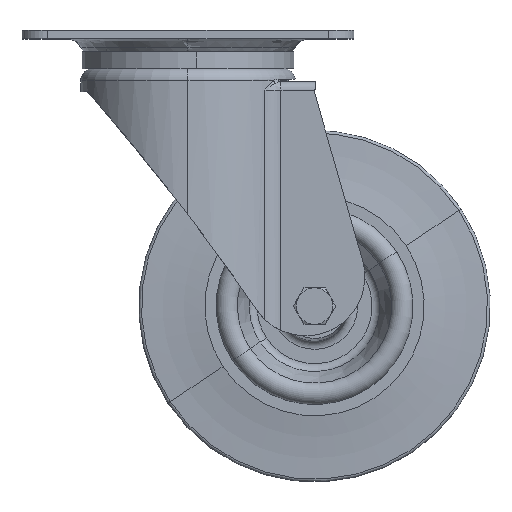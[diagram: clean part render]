
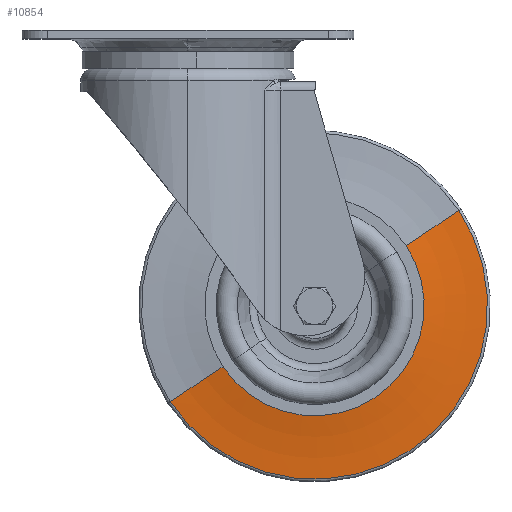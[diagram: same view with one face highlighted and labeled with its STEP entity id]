
A CAD part, top view. The second image highlights one B-rep face of the part: STEP entity #10854.
In plain terms, the highlighted toroidal (fillet/blend) face has major radius 66.569 mm and minor radius 150 mm.
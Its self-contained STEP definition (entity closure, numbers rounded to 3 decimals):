
#617 = CARTESIAN_POINT ( 'NONE',  ( 105.125, -98., 12.529 ) ) ;
#733 = VERTEX_POINT ( 'NONE', #10599 ) ;
#1329 = CARTESIAN_POINT ( 'NONE',  ( 105.125, -98., 162.445 ) ) ;
#1649 = CARTESIAN_POINT ( 'NONE',  ( 49.605, -134.728, 162.445 ) ) ;
#1688 = DIRECTION ( 'NONE',  ( -0.834, -0.552, 0. ) ) ;
#2734 = DIRECTION ( 'NONE',  ( -0.834, -0.552, 0. ) ) ;
#3084 = FACE_OUTER_BOUND ( 'NONE', #7617, .T. ) ;
#3152 = CARTESIAN_POINT ( 'NONE',  ( 105.125, -98., 15. ) ) ;
#3837 = AXIS2_PLACEMENT_3D ( 'NONE', #617, #8181, #1688 ) ;
#4280 = DIRECTION ( 'NONE',  ( -0.834, -0.552, 0. ) ) ;
#4520 = AXIS2_PLACEMENT_3D ( 'NONE', #1329, #13293, #6897 ) ;
#5296 = AXIS2_PLACEMENT_3D ( 'NONE', #1649, #9201, #2734 ) ;
#5813 = DIRECTION ( 'NONE',  ( 0.552, -0.834, 0. ) ) ;
#5950 = CARTESIAN_POINT ( 'NONE',  ( 53.804, -131.95, 12.529 ) ) ;
#6064 = ORIENTED_EDGE ( 'NONE', *, *, #13340, .F. ) ;
#6162 = CIRCLE ( 'NONE', #3837, 61.534 ) ;
#6364 = EDGE_CURVE ( 'NONE', #12619, #13532, #12953, .T. ) ;
#6897 = DIRECTION ( 'NONE',  ( -0.834, -0.552, 0. ) ) ;
#7495 = TOROIDAL_SURFACE ( 'NONE', #4520, 66.569, 150. ) ;
#7617 = EDGE_LOOP ( 'NONE', ( #6064, #9273, #11296, #8747 ) ) ;
#7750 = EDGE_CURVE ( 'NONE', #9785, #733, #6162, .T. ) ;
#8125 = CIRCLE ( 'NONE', #13383, 150. ) ;
#8181 = DIRECTION ( 'NONE',  ( 0., 0., 1. ) ) ;
#8313 = CIRCLE ( 'NONE', #5296, 150. ) ;
#8747 = ORIENTED_EDGE ( 'NONE', *, *, #7750, .T. ) ;
#9201 = DIRECTION ( 'NONE',  ( -0.552, 0.834, 0. ) ) ;
#9273 = ORIENTED_EDGE ( 'NONE', *, *, #6364, .F. ) ;
#9785 = VERTEX_POINT ( 'NONE', #5950 ) ;
#10593 = CARTESIAN_POINT ( 'NONE',  ( 72.598, -119.518, 15. ) ) ;
#10599 = CARTESIAN_POINT ( 'NONE',  ( 156.445, -64.05, 12.529 ) ) ;
#10673 = DIRECTION ( 'NONE',  ( 0., 0., 1. ) ) ;
#10854 = ADVANCED_FACE ( 'NONE', ( #3084 ), #7495, .F. ) ;
#10875 = CARTESIAN_POINT ( 'NONE',  ( 137.651, -76.482, 15. ) ) ;
#11296 = ORIENTED_EDGE ( 'NONE', *, *, #12977, .T. ) ;
#11518 = AXIS2_PLACEMENT_3D ( 'NONE', #3152, #10673, #4280 ) ;
#12244 = CARTESIAN_POINT ( 'NONE',  ( 160.644, -61.272, 162.445 ) ) ;
#12619 = VERTEX_POINT ( 'NONE', #10593 ) ;
#12953 = CIRCLE ( 'NONE', #11518, 39. ) ;
#12977 = EDGE_CURVE ( 'NONE', #12619, #9785, #8313, .T. ) ;
#13293 = DIRECTION ( 'NONE',  ( 0., 0., 1. ) ) ;
#13321 = DIRECTION ( 'NONE',  ( 0.834, 0.552, 0. ) ) ;
#13340 = EDGE_CURVE ( 'NONE', #13532, #733, #8125, .T. ) ;
#13383 = AXIS2_PLACEMENT_3D ( 'NONE', #12244, #5813, #13321 ) ;
#13532 = VERTEX_POINT ( 'NONE', #10875 ) ;
